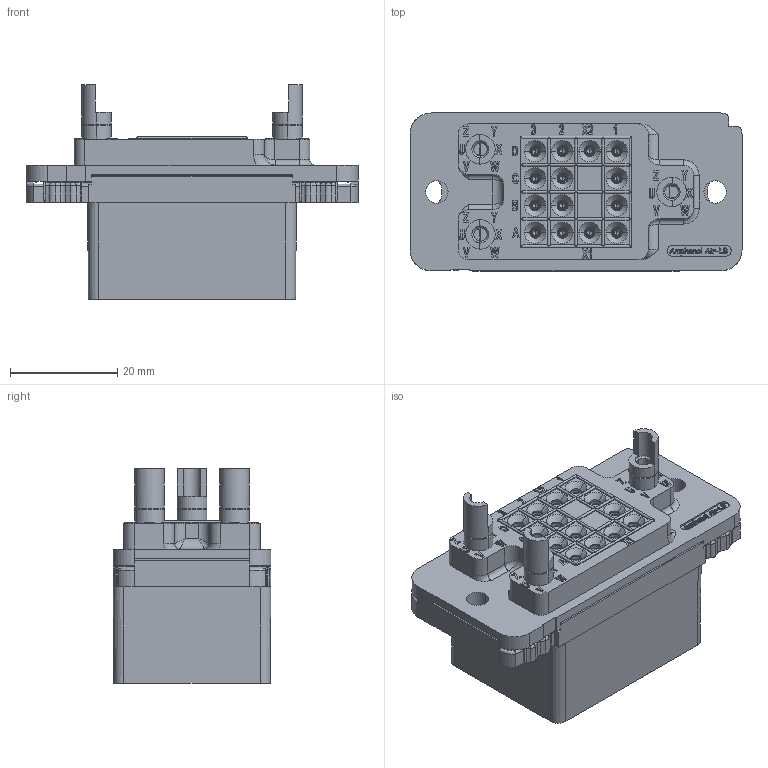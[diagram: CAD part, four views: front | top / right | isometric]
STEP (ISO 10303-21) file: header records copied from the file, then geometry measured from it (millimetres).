
FILE_DESCRIPTION((''),'2;1');
FILE_NAME('34108026003SRF','2020-02-11T',('presta_be4'),(''),'CREO PARAMETRIC BY PTC INC, 2018360','CREO PARAMETRIC BY PTC INC, 2018360','');
FILE_SCHEMA(('CONFIG_CONTROL_DESIGN'));
Products named in the file (1): 34108026003SRF
Bounding box: 62 x 29.5 x 40.15 mm (x, y, z)
Volume: 27374.7 mm3; surface area: 30415.2 mm2
Topology: 1 solids, 1 shells, 4140 faces, 11488 edges, 7469 vertices
Faces by surface type: plane 2659, cylinder 598, extrusion 457, cone 272, torus 138, bspline 12, sphere 4
Entity records: 142078 total; most frequent: CARTESIAN_POINT 37565, ORIENTED_EDGE 22920, DIRECTION 19620, EDGE_CURVE 11460, VECTOR 8354, LINE 7897, VERTEX_POINT 7469, AXIS2_PLACEMENT_3D 5633
